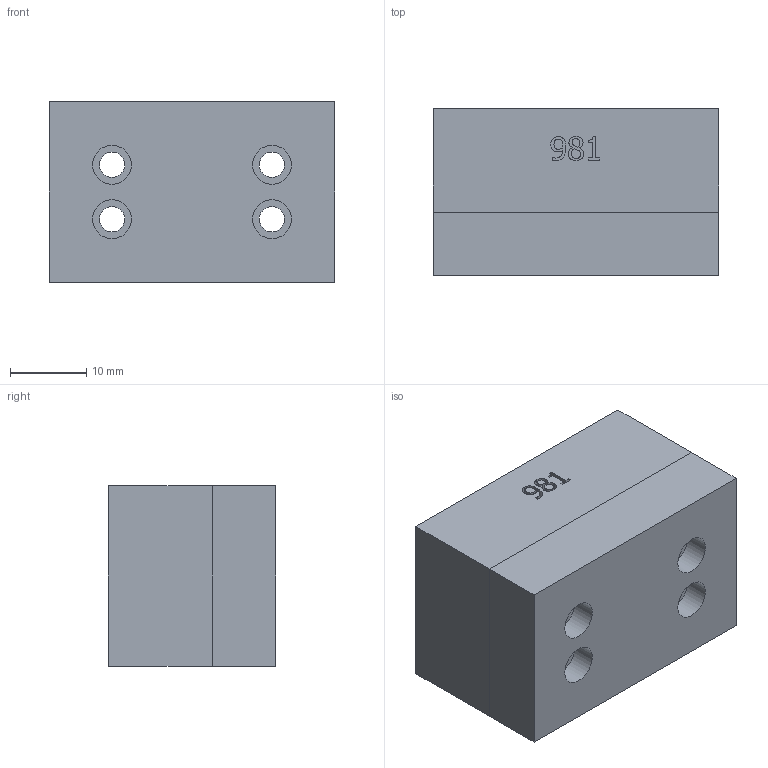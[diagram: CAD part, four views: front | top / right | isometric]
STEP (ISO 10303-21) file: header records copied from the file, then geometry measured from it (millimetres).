
FILE_DESCRIPTION(/* description */ (''),/* implementation_level */ '2;1');
FILE_NAME(/* name */ 'CanBusHolder.stp',/* time_stamp */ '2017-10-26T15:37:21-07:00',/* author */ ('steele'),/* organization */ (''),/* preprocessor_version */ 'ST-DEVELOPER v16.13',/* originating_system */ 'Autodesk Inventor 2018',/* authorisation */ '');
FILE_SCHEMA (('AUTOMOTIVE_DESIGN { 1 0 10303 214 3 1 1 }'));
Length unit declared in the file: inch
Products named in the file (4): CanBusHolder; BaseForCanBusConnector; canConnectorModel; CapForCanBusConnector
Assembly tree (3 placements, depth 2):
  CanBusHolder
    BaseForCanBusConnector
    canConnectorModel
    CapForCanBusConnector
Bounding box: 37.36 x 21.84 x 23.57 mm (x, y, z)
Volume: 17995.9 mm3; surface area: 9089.4 mm2
Topology: 3 solids, 3 shells, 139 faces, 363 edges, 246 vertices
Faces by surface type: plane 84, bspline 39, cylinder 16
Full cylindrical faces by diameter (mm): 3.302 x12, 5.08 x4
Entity records: 4597 total; most frequent: CARTESIAN_POINT 1339, ORIENTED_EDGE 670, DIRECTION 503, EDGE_CURVE 335, VERTEX_POINT 234, LINE 225, VECTOR 225, EDGE_LOOP 197
